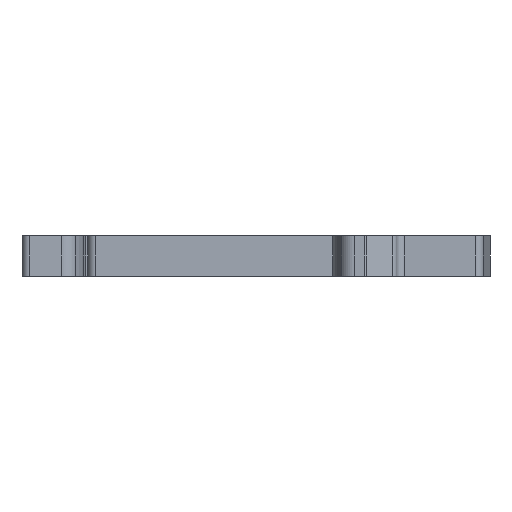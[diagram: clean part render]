
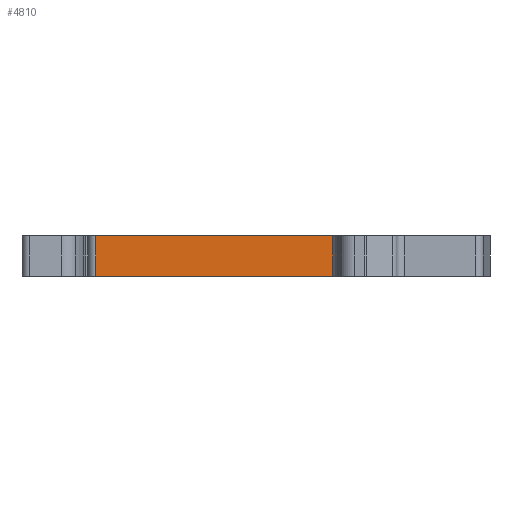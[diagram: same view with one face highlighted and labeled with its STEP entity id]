
A CAD part, front view. The second image highlights one B-rep face of the part: STEP entity #4810.
In plain terms, the highlighted planar face has unit normal (0, -1, 0).
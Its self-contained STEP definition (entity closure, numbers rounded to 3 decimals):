
#4810=ADVANCED_FACE('',(#9526),#7192,.F.);
#7192=PLANE('',#44910);
#9526=FACE_OUTER_BOUND('',#11905,.T.);
#11905=EDGE_LOOP('',(#14389,#14390,#14391,#14392));
#14389=ORIENTED_EDGE('',*,*,#32967,.T.);
#14390=ORIENTED_EDGE('',*,*,#32966,.F.);
#14391=ORIENTED_EDGE('',*,*,#32968,.F.);
#14392=ORIENTED_EDGE('',*,*,#32969,.T.);
#28293=VERTEX_POINT('',#54846);
#28294=VERTEX_POINT('',#54848);
#28295=VERTEX_POINT('',#54852);
#28296=VERTEX_POINT('',#54854);
#32966=EDGE_CURVE('',#28294,#28293,#39919,.T.);
#32967=EDGE_CURVE('',#28295,#28293,#39920,.T.);
#32968=EDGE_CURVE('',#28296,#28294,#39921,.T.);
#32969=EDGE_CURVE('',#28296,#28295,#39922,.T.);
#39919=LINE('',#54849,#42402);
#39920=LINE('',#54851,#42403);
#39921=LINE('',#54853,#42404);
#39922=LINE('',#54855,#42405);
#42402=VECTOR('',#47449,1.);
#42403=VECTOR('',#47452,1.);
#42404=VECTOR('',#47453,1.);
#42405=VECTOR('',#47454,1.);
#44910=AXIS2_PLACEMENT_3D('',#54856,#47455,#47456);
#47449=DIRECTION('',(0.,0.,-1.));
#47452=DIRECTION('',(1.,0.,0.));
#47453=DIRECTION('',(1.,0.,0.));
#47454=DIRECTION('',(0.,0.,-1.));
#47455=DIRECTION('',(0.,1.,0.));
#47456=DIRECTION('',(0.,0.,1.));
#54846=CARTESIAN_POINT('',(22.2,-23.35,-5.2));
#54848=CARTESIAN_POINT('',(22.2,-23.35,0.));
#54849=CARTESIAN_POINT('',(22.2,-23.35,0.));
#54851=CARTESIAN_POINT('',(-9.598,-23.35,-5.2));
#54852=CARTESIAN_POINT('',(-9.625,-23.35,-5.2));
#54853=CARTESIAN_POINT('',(-9.598,-23.35,0.));
#54854=CARTESIAN_POINT('',(-9.625,-23.35,0.));
#54855=CARTESIAN_POINT('',(-9.625,-23.35,0.));
#54856=CARTESIAN_POINT('',(-9.598,-23.35,0.));
